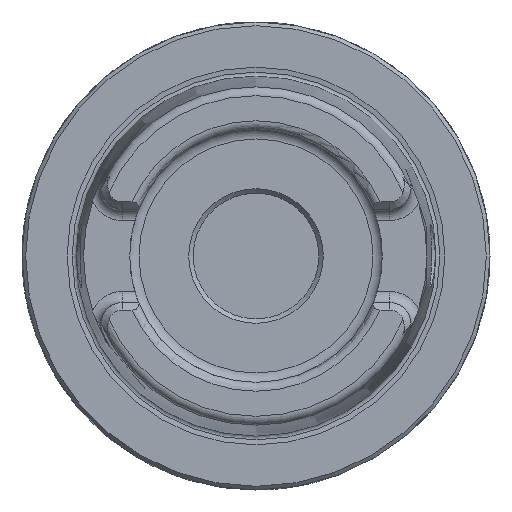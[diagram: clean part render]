
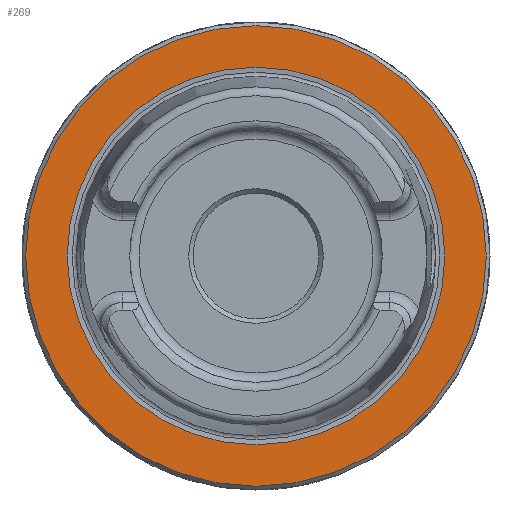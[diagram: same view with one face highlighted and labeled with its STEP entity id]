
A CAD part, left-side view. The second image highlights one B-rep face of the part: STEP entity #269.
In plain terms, the highlighted planar face has unit normal (-1, 0, 0).
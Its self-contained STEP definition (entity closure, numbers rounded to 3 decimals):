
#269 = ADVANCED_FACE( '', ( #624, #625 ), #626, .T. );
#624 = FACE_OUTER_BOUND( '', #1063, .T. );
#625 = FACE_BOUND( '', #1064, .T. );
#626 = PLANE( '', #1065 );
#1063 = EDGE_LOOP( '', ( #1794 ) );
#1064 = EDGE_LOOP( '', ( #1795 ) );
#1065 = AXIS2_PLACEMENT_3D( '', #1796, #1797, #1798 );
#1794 = ORIENTED_EDGE( '', *, *, #2686, .T. );
#1795 = ORIENTED_EDGE( '', *, *, #2687, .F. );
#1796 = CARTESIAN_POINT( '', ( 0., 0., 31. ) );
#1797 = DIRECTION( '', ( -1., 0., 0. ) );
#1798 = DIRECTION( '', ( 0., 0., 1. ) );
#2686 = EDGE_CURVE( '', #3287, #3287, #3288, .T. );
#2687 = EDGE_CURVE( '', #3289, #3289, #3290, .T. );
#3287 = VERTEX_POINT( '', #4951 );
#3288 = CIRCLE( '', #4952, 31. );
#3289 = VERTEX_POINT( '', #4953 );
#3290 = CIRCLE( '', #4954, 25.418 );
#4951 = CARTESIAN_POINT( '', ( 0., 0., 31. ) );
#4952 = AXIS2_PLACEMENT_3D( '', #5940, #5941, #5942 );
#4953 = CARTESIAN_POINT( '', ( 0., 0., 25.418 ) );
#4954 = AXIS2_PLACEMENT_3D( '', #5943, #5944, #5945 );
#5940 = CARTESIAN_POINT( '', ( 0., 0., 0. ) );
#5941 = DIRECTION( '', ( -1., 0., 0. ) );
#5942 = DIRECTION( '', ( 0., 0., 1. ) );
#5943 = CARTESIAN_POINT( '', ( 0., 0., 0. ) );
#5944 = DIRECTION( '', ( -1., 0., 0. ) );
#5945 = DIRECTION( '', ( 0., 0., 1. ) );
